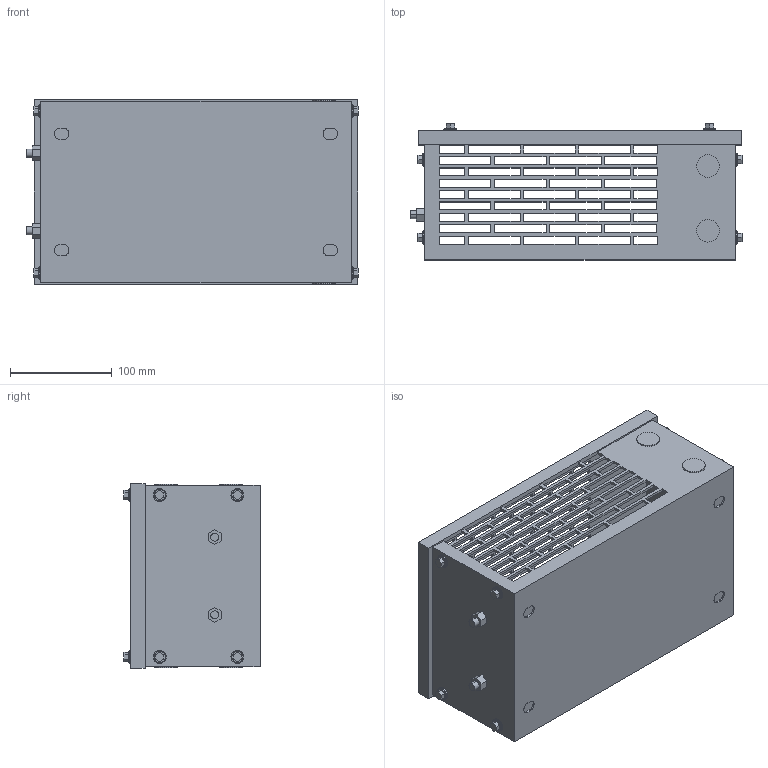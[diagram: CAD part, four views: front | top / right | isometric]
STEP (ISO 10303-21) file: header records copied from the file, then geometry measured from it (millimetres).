
FILE_DESCRIPTION (( 'STEP AP214' ), '1' );
FILE_NAME ('BR-N1-800W18P0.STEP', '2024-06-11T16:48:01', ( '' ), ( '' ), 'SwSTEP 2.0', 'SolidWorks 2021', '' );
FILE_SCHEMA (( 'AUTOMOTIVE_DESIGN' ));
Length unit declared in the file: inch
Products named in the file (1): BR-N1-800W18P0
Bounding box: 325.55 x 133.46 x 180.97 mm (x, y, z)
Volume: 468517.6 mm3; surface area: 412361.1 mm2
Topology: 31 solids, 31 shells, 846 faces, 2316 edges, 1544 vertices
Faces by surface type: plane 746, cylinder 100
Entity records: 27414 total; most frequent: CARTESIAN_POINT 4707, ORIENTED_EDGE 4632, DIRECTION 4210, EDGE_CURVE 2316, VECTOR 2116, LINE 2116, VERTEX_POINT 1544, EDGE_LOOP 1170
